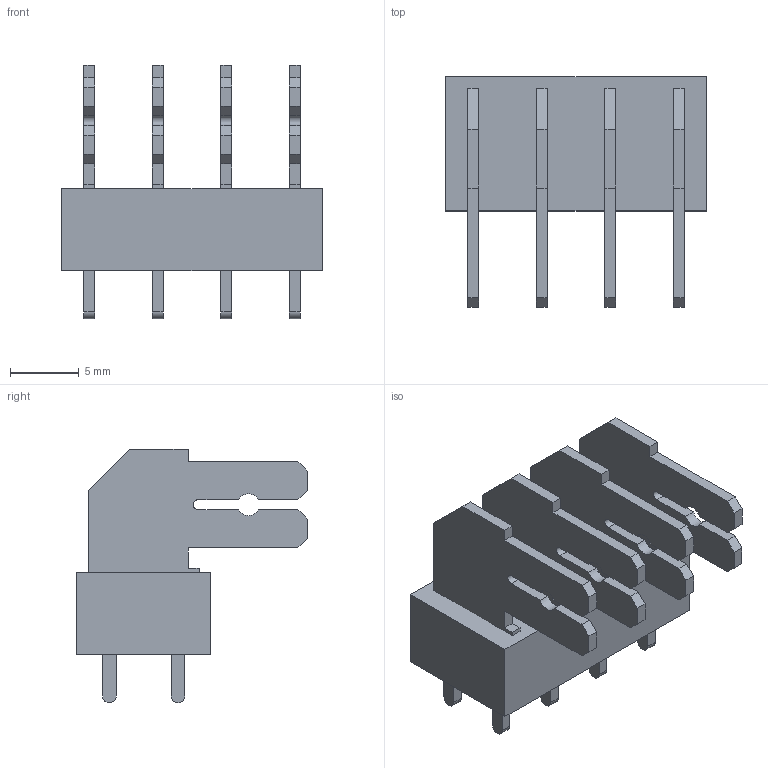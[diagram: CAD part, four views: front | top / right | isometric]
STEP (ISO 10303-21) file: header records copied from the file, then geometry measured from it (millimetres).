
FILE_DESCRIPTION(('CATIA V5 STEP Exchange','CAx-IF Rec.Pracs.--- Model Styling and Organization---1.2---2011-12-15'),'2;1');
FILE_NAME ('D1464921_0_9511430000_9511430000.stp','2018-08-31T15:37:41+00:00',('none'),('Weidmueller'),'CATIA Version 5-6 Release 2014','CATIA V5 STEP AP214','none');
FILE_SCHEMA(('AUTOMOTIVE_DESIGN { 1 0 10303 214 1 1 1 1 }'));
Length unit declared in the file: millimetre
Products named in the file (1): 9511430000
Bounding box: 19 x 16.85 x 18.5 mm (x, y, z)
Volume: 1486.3 mm3; surface area: 2224.5 mm2
Topology: 5 solids, 5 shells, 170 faces, 480 edges, 320 vertices
Faces by surface type: plane 150, cylinder 20
Entity records: 4856 total; most frequent: ORIENTED_EDGE 960, CARTESIAN_POINT 854, DIRECTION 586, EDGE_CURVE 480, VECTOR 440, LINE 440, VERTEX_POINT 320, EDGE_LOOP 186
